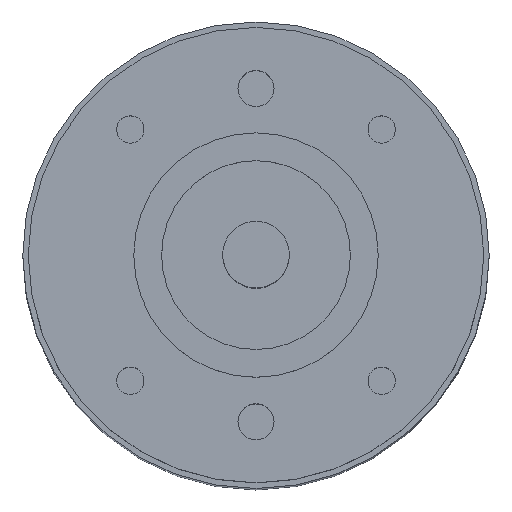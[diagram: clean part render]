
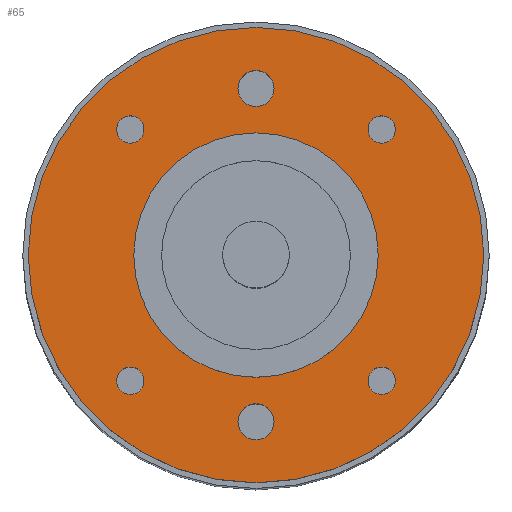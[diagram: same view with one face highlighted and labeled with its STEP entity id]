
A CAD part, top view. The second image highlights one B-rep face of the part: STEP entity #65.
In plain terms, the highlighted planar face has unit normal (0, 0, 1).
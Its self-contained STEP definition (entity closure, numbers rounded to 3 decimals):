
#65 = ADVANCED_FACE( '', ( #148, #149, #150, #151, #152, #153, #154, #155 ), #156, .F. );
#148 = FACE_BOUND( '', #278, .T. );
#149 = FACE_BOUND( '', #279, .T. );
#150 = FACE_BOUND( '', #280, .T. );
#151 = FACE_BOUND( '', #281, .T. );
#152 = FACE_BOUND( '', #282, .T. );
#153 = FACE_BOUND( '', #283, .T. );
#154 = FACE_BOUND( '', #284, .T. );
#155 = FACE_OUTER_BOUND( '', #285, .T. );
#156 = PLANE( '', #286 );
#278 = EDGE_LOOP( '', ( #398 ) );
#279 = EDGE_LOOP( '', ( #399 ) );
#280 = EDGE_LOOP( '', ( #400 ) );
#281 = EDGE_LOOP( '', ( #401 ) );
#282 = EDGE_LOOP( '', ( #402 ) );
#283 = EDGE_LOOP( '', ( #403 ) );
#284 = EDGE_LOOP( '', ( #404 ) );
#285 = EDGE_LOOP( '', ( #405 ) );
#286 = AXIS2_PLACEMENT_3D( '', #406, #407, #408 );
#398 = ORIENTED_EDGE( '', *, *, #572, .T. );
#399 = ORIENTED_EDGE( '', *, *, #573, .T. );
#400 = ORIENTED_EDGE( '', *, *, #574, .T. );
#401 = ORIENTED_EDGE( '', *, *, #575, .T. );
#402 = ORIENTED_EDGE( '', *, *, #570, .T. );
#403 = ORIENTED_EDGE( '', *, *, #576, .T. );
#404 = ORIENTED_EDGE( '', *, *, #577, .T. );
#405 = ORIENTED_EDGE( '', *, *, #578, .F. );
#406 = CARTESIAN_POINT( '', ( 0., 0., 0. ) );
#407 = DIRECTION( '', ( 0., 0., -1. ) );
#408 = DIRECTION( '', ( 0., 1., 0. ) );
#570 = EDGE_CURVE( '', #630, #630, #631, .T. );
#572 = EDGE_CURVE( '', #633, #633, #634, .T. );
#573 = EDGE_CURVE( '', #635, #635, #636, .T. );
#574 = EDGE_CURVE( '', #637, #637, #638, .T. );
#575 = EDGE_CURVE( '', #639, #639, #640, .T. );
#576 = EDGE_CURVE( '', #641, #641, #642, .T. );
#577 = EDGE_CURVE( '', #643, #643, #644, .T. );
#578 = EDGE_CURVE( '', #645, #645, #646, .T. );
#630 = VERTEX_POINT( '', #716 );
#631 = CIRCLE( '', #717, 1.23 );
#633 = VERTEX_POINT( '', #719 );
#634 = CIRCLE( '', #720, 1.621 );
#635 = VERTEX_POINT( '', #721 );
#636 = CIRCLE( '', #722, 1.621 );
#637 = VERTEX_POINT( '', #723 );
#638 = CIRCLE( '', #724, 1.23 );
#639 = VERTEX_POINT( '', #725 );
#640 = CIRCLE( '', #726, 1.23 );
#641 = VERTEX_POINT( '', #727 );
#642 = CIRCLE( '', #728, 1.23 );
#643 = VERTEX_POINT( '', #729 );
#644 = CIRCLE( '', #730, 11. );
#645 = VERTEX_POINT( '', #731 );
#646 = CIRCLE( '', #732, 20.5 );
#716 = CARTESIAN_POINT( '', ( -10.084, 11.314, 0. ) );
#717 = AXIS2_PLACEMENT_3D( '', #802, #803, #804 );
#719 = CARTESIAN_POINT( '', ( 0., -16.621, 0. ) );
#720 = AXIS2_PLACEMENT_3D( '', #805, #806, #807 );
#721 = CARTESIAN_POINT( '', ( 0., 13.379, 0. ) );
#722 = AXIS2_PLACEMENT_3D( '', #808, #809, #810 );
#723 = CARTESIAN_POINT( '', ( 10.084, -11.314, 0. ) );
#724 = AXIS2_PLACEMENT_3D( '', #811, #812, #813 );
#725 = CARTESIAN_POINT( '', ( -11.314, -10.084, 0. ) );
#726 = AXIS2_PLACEMENT_3D( '', #814, #815, #816 );
#727 = CARTESIAN_POINT( '', ( 11.314, 10.084, 0. ) );
#728 = AXIS2_PLACEMENT_3D( '', #817, #818, #819 );
#729 = CARTESIAN_POINT( '', ( 11., 0., 0. ) );
#730 = AXIS2_PLACEMENT_3D( '', #820, #821, #822 );
#731 = CARTESIAN_POINT( '', ( 20.5, 0., 0. ) );
#732 = AXIS2_PLACEMENT_3D( '', #823, #824, #825 );
#802 = CARTESIAN_POINT( '', ( -11.314, 11.314, 0. ) );
#803 = DIRECTION( '', ( 0., 0., -1. ) );
#804 = DIRECTION( '', ( 1., 0., 0. ) );
#805 = CARTESIAN_POINT( '', ( 0., -15., 0. ) );
#806 = DIRECTION( '', ( 0., 0., -1. ) );
#807 = DIRECTION( '', ( 0., -1., 0. ) );
#808 = CARTESIAN_POINT( '', ( 0., 15., 0. ) );
#809 = DIRECTION( '', ( 0., 0., -1. ) );
#810 = DIRECTION( '', ( 0., -1., 0. ) );
#811 = CARTESIAN_POINT( '', ( 11.314, -11.314, 0. ) );
#812 = DIRECTION( '', ( 0., 0., -1. ) );
#813 = DIRECTION( '', ( -1., 0., 0. ) );
#814 = CARTESIAN_POINT( '', ( -11.314, -11.314, 0. ) );
#815 = DIRECTION( '', ( 0., 0., -1. ) );
#816 = DIRECTION( '', ( 0., 1., 0. ) );
#817 = CARTESIAN_POINT( '', ( 11.314, 11.314, 0. ) );
#818 = DIRECTION( '', ( 0., 0., -1. ) );
#819 = DIRECTION( '', ( 0., -1., 0. ) );
#820 = CARTESIAN_POINT( '', ( 0., 0., 0. ) );
#821 = DIRECTION( '', ( 0., 0., -1. ) );
#822 = DIRECTION( '', ( 1., 0., 0. ) );
#823 = CARTESIAN_POINT( '', ( 0., 0., 0. ) );
#824 = DIRECTION( '', ( 0., 0., -1. ) );
#825 = DIRECTION( '', ( 1., 0., 0. ) );
